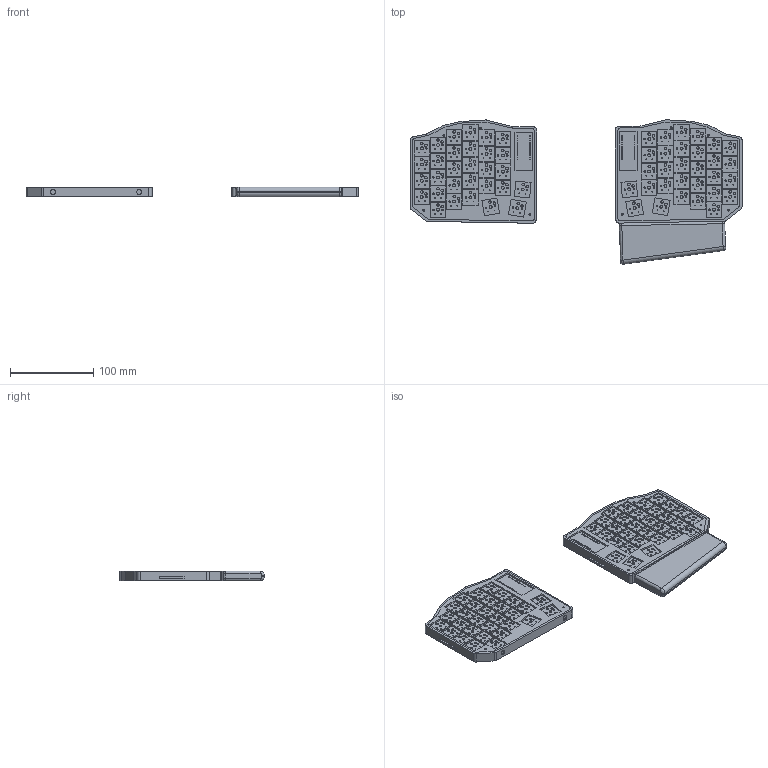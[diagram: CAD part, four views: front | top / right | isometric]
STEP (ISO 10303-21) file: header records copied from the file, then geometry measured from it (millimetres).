
FILE_DESCRIPTION(/* description */ ('STEP AP242','CAx-IF Rec.Pracs.---Representation and Presentation of Product Manufacturing Information (PMI)---4.0---2014-10-13','CAx-IF Rec.Pracs.---3D Tessellated Geometry---0.4---2014-09-14','2;1'),/* implementation_level */ '2;1');
FILE_NAME(/* name */ '6846710e5ae2ad2e3d6e04a1',/* time_stamp */ '2025-06-09T05:28:48Z',/* author */ (''),/* organization */ (''),/* preprocessor_version */ 'ST-DEVELOPER v20',/* originating_system */ 'ONSHAPE BY PTC INC, 1.199',/* authorisation */ ' ');
FILE_SCHEMA (('AP242_MANAGED_MODEL_BASED_3D_ENGINEERING_MIM_LF { 1 0 10303 442 1 1 4 }'));
Length unit declared in the file: centimetre
Products named in the file (8): Case with PCBs; M2 hex nut; Part 1; left_finished_PCB; right_finished_PCB
Assembly tree (15 placements, depth 2):
  Case with PCBs
    M2 hex nut  x8
    Part 1  x2
    left_finished_PCB
    Part 1
    Part 1
    Part 1
    right_finished_PCB
Bounding box: 399.62 x 173.91 x 12 mm (x, y, z)
Volume: 192780.8 mm3; surface area: 209904.9 mm2
Topology: 15 solids, 15 shells, 1234 faces, 3588 edges, 2386 vertices
Faces by surface type: cylinder 624, plane 466, cone 120, bspline 20, sphere 4
Full cylindrical faces by diameter (mm): 0.75 x4, 0.9 x4, 0.991 x120, 1 x48, 1.702 x120, 2.043 x8, 2.199 x2, 2.2 x10, 2.203 x2, 2.205 x2, 3 x120, 3.429 x60, 4 x8, 6 x2, 6.1 x4
Entity records: 29793 total; most frequent: CARTESIAN_POINT 5188, DIRECTION 4970, ORIENTED_EDGE 4108, EDGE_LOOP 2432, FACE_BOUND 2432, AXIS2_PLACEMENT_3D 2073, EDGE_CURVE 2054, VERTEX_POINT 1692
